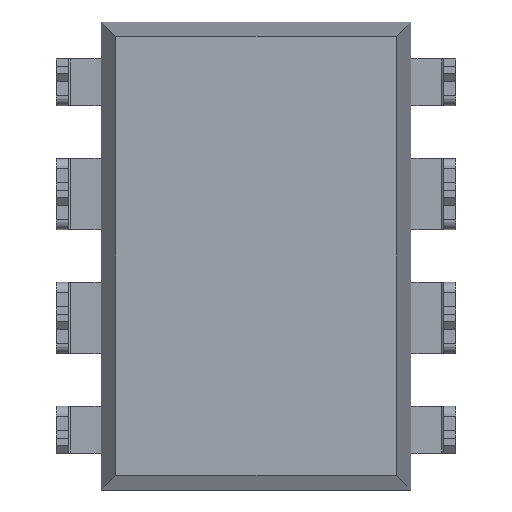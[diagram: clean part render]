
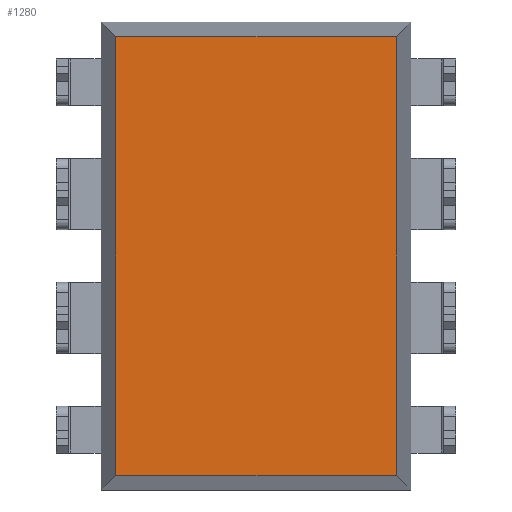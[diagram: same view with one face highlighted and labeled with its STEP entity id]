
A CAD part, front view. The second image highlights one B-rep face of the part: STEP entity #1280.
In plain terms, the highlighted planar face has unit normal (0, -1, 0).
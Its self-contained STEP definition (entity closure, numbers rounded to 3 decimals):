
#135 = VECTOR ( 'NONE', #2301, 1000. ) ;
#471 = DIRECTION ( 'NONE',  ( 0., 0., -1. ) ) ;
#491 = LINE ( 'NONE', #2976, #1742 ) ;
#909 = EDGE_CURVE ( 'NONE', #3895, #2622, #2766, .T. ) ;
#951 = DIRECTION ( 'NONE',  ( 1., 0., 0. ) ) ;
#998 = CARTESIAN_POINT ( 'NONE',  ( 2.871, 0.51, 4.491 ) ) ;
#1280 = ADVANCED_FACE ( 'NONE', ( #3520 ), #1606, .T. ) ;
#1446 = VERTEX_POINT ( 'NONE', #4285 ) ;
#1599 = CARTESIAN_POINT ( 'NONE',  ( 3.175, 0.51, 4.491 ) ) ;
#1606 = PLANE ( 'NONE',  #2394 ) ;
#1742 = VECTOR ( 'NONE', #471, 1000. ) ;
#2301 = DIRECTION ( 'NONE',  ( 0., 0., 1. ) ) ;
#2394 = AXIS2_PLACEMENT_3D ( 'NONE', #3072, #4520, #4549 ) ;
#2415 = ORIENTED_EDGE ( 'NONE', *, *, #4605, .T. ) ;
#2622 = VERTEX_POINT ( 'NONE', #3669 ) ;
#2753 = LINE ( 'NONE', #1599, #4178 ) ;
#2766 = LINE ( 'NONE', #4221, #3532 ) ;
#2976 = CARTESIAN_POINT ( 'NONE',  ( -2.871, 0.51, 4.795 ) ) ;
#3066 = DIRECTION ( 'NONE',  ( -1., 0., 0. ) ) ;
#3072 = CARTESIAN_POINT ( 'NONE',  ( 0., 0.51, 0. ) ) ;
#3319 = EDGE_CURVE ( 'NONE', #1446, #3895, #491, .T. ) ;
#3355 = CARTESIAN_POINT ( 'NONE',  ( 2.871, 0.51, -4.795 ) ) ;
#3434 = EDGE_CURVE ( 'NONE', #3634, #1446, #2753, .T. ) ;
#3520 = FACE_OUTER_BOUND ( 'NONE', #4198, .T. ) ;
#3532 = VECTOR ( 'NONE', #951, 1000. ) ;
#3565 = ORIENTED_EDGE ( 'NONE', *, *, #909, .T. ) ;
#3634 = VERTEX_POINT ( 'NONE', #998 ) ;
#3669 = CARTESIAN_POINT ( 'NONE',  ( 2.871, 0.51, -4.491 ) ) ;
#3895 = VERTEX_POINT ( 'NONE', #4243 ) ;
#3948 = ORIENTED_EDGE ( 'NONE', *, *, #3434, .T. ) ;
#4178 = VECTOR ( 'NONE', #3066, 1000. ) ;
#4198 = EDGE_LOOP ( 'NONE', ( #3565, #2415, #3948, #4499 ) ) ;
#4221 = CARTESIAN_POINT ( 'NONE',  ( -3.175, 0.51, -4.491 ) ) ;
#4243 = CARTESIAN_POINT ( 'NONE',  ( -2.871, 0.51, -4.491 ) ) ;
#4285 = CARTESIAN_POINT ( 'NONE',  ( -2.871, 0.51, 4.491 ) ) ;
#4499 = ORIENTED_EDGE ( 'NONE', *, *, #3319, .T. ) ;
#4512 = LINE ( 'NONE', #3355, #135 ) ;
#4520 = DIRECTION ( 'NONE',  ( 0., -1., 0. ) ) ;
#4549 = DIRECTION ( 'NONE',  ( 0., 0., -1. ) ) ;
#4605 = EDGE_CURVE ( 'NONE', #2622, #3634, #4512, .T. ) ;
